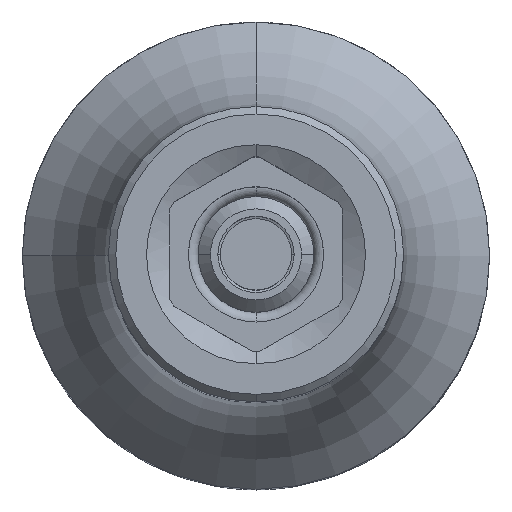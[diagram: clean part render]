
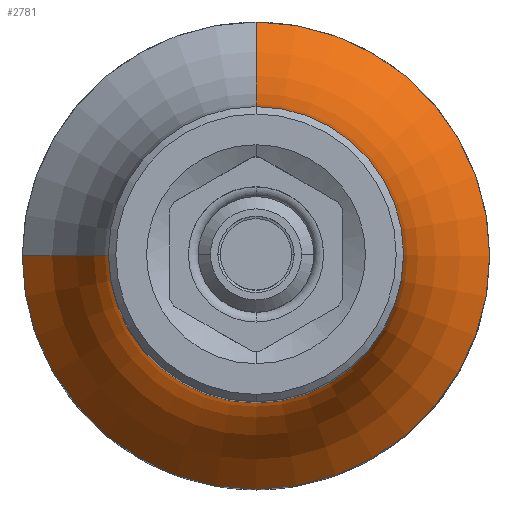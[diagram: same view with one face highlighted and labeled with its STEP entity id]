
A CAD part, top view. The second image highlights one B-rep face of the part: STEP entity #2781.
In plain terms, the highlighted toroidal (fillet/blend) face has major radius 16 mm and minor radius 10 mm.
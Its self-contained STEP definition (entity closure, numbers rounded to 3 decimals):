
#649=CARTESIAN_POINT('',(0.,0.,15.5));
#650=DIRECTION('',(0.,0.,1.));
#651=DIRECTION('',(1.,0.,0.));
#652=AXIS2_PLACEMENT_3D('',#649,#650,#651);
#900=CARTESIAN_POINT('',(0.,0.,23.099));
#901=DIRECTION('',(0.,0.,1.));
#902=DIRECTION('',(0.,-1.,0.));
#903=AXIS2_PLACEMENT_3D('',#900,#901,#902);
#905=CARTESIAN_POINT('',(0.,0.,15.5));
#906=DIRECTION('',(0.,0.,-1.));
#907=DIRECTION('',(1.,0.,0.));
#908=AXIS2_PLACEMENT_3D('',#905,#906,#907);
#910=CARTESIAN_POINT('',(-16.,0.,23.099));
#911=DIRECTION('',(0.,-1.,0.));
#912=DIRECTION('',(0.65,0.,-0.76));
#913=AXIS2_PLACEMENT_3D('',#910,#911,#912);
#937=CARTESIAN_POINT('',(0.,0.,23.099));
#938=DIRECTION('',(0.,0.,1.));
#939=DIRECTION('',(-1.,0.,0.));
#940=AXIS2_PLACEMENT_3D('',#937,#938,#939);
#947=CARTESIAN_POINT('',(0.,16.,23.099));
#948=DIRECTION('',(-1.,0.,0.));
#949=DIRECTION('',(0.,-0.65,-0.76));
#950=AXIS2_PLACEMENT_3D('',#947,#948,#949);
#1901=CARTESIAN_POINT('',(9.5,0.,15.5));
#1902=CARTESIAN_POINT('',(0.,9.5,15.5));
#1903=VERTEX_POINT('',#1901);
#1904=VERTEX_POINT('',#1902);
#1905=CARTESIAN_POINT('',(-9.5,0.,15.5));
#1906=VERTEX_POINT('',#1905);
#1907=CARTESIAN_POINT('',(0.,6.,23.099));
#1908=CARTESIAN_POINT('',(-6.,0.,23.099));
#1909=VERTEX_POINT('',#1907);
#1910=VERTEX_POINT('',#1908);
#1911=CARTESIAN_POINT('',(0.,-6.,23.099));
#1912=VERTEX_POINT('',#1911);
#2764=CARTESIAN_POINT('',(0.,0.,23.099));
#2765=DIRECTION('',(0.,0.,1.));
#2766=DIRECTION('',(-0.015,-1.,0.));
#2767=AXIS2_PLACEMENT_3D('',#2764,#2765,#2766);
#2768=TOROIDAL_SURFACE('',#2767,16.,10.);
#2770=ORIENTED_EDGE('',*,*,#2769,.T.);
#2772=ORIENTED_EDGE('',*,*,#2771,.F.);
#2773=ORIENTED_EDGE('',*,*,#2607,.F.);
#2774=ORIENTED_EDGE('',*,*,#2716,.T.);
#2776=ORIENTED_EDGE('',*,*,#2775,.T.);
#2778=ORIENTED_EDGE('',*,*,#2777,.T.);
#2779=EDGE_LOOP('',(#2770,#2772,#2773,#2774,#2776,#2778));
#2780=FACE_OUTER_BOUND('',#2779,.F.);
#2781=ADVANCED_FACE('',(#2780),#2768,.F.);
#653=CIRCLE('',#652,9.5);
#904=CIRCLE('',#903,6.);
#909=CIRCLE('',#908,9.5);
#914=CIRCLE('',#913,10.);
#941=CIRCLE('',#940,6.);
#951=CIRCLE('',#950,10.);
#2607=EDGE_CURVE('',#1903,#1904,#653,.T.);
#2716=EDGE_CURVE('',#1903,#1906,#909,.T.);
#2769=EDGE_CURVE('',#1912,#1909,#904,.T.);
#2771=EDGE_CURVE('',#1904,#1909,#951,.T.);
#2775=EDGE_CURVE('',#1906,#1910,#914,.T.);
#2777=EDGE_CURVE('',#1910,#1912,#941,.T.);
